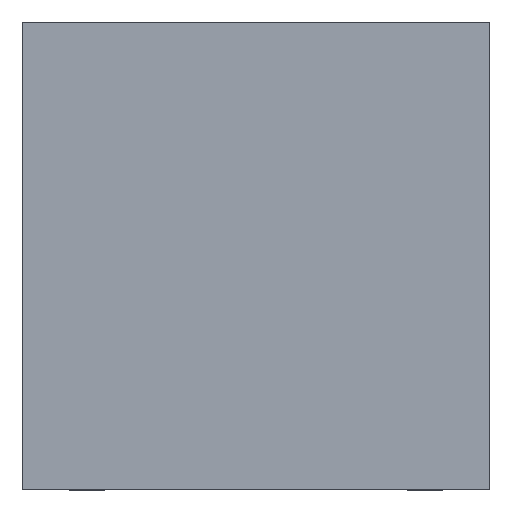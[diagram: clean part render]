
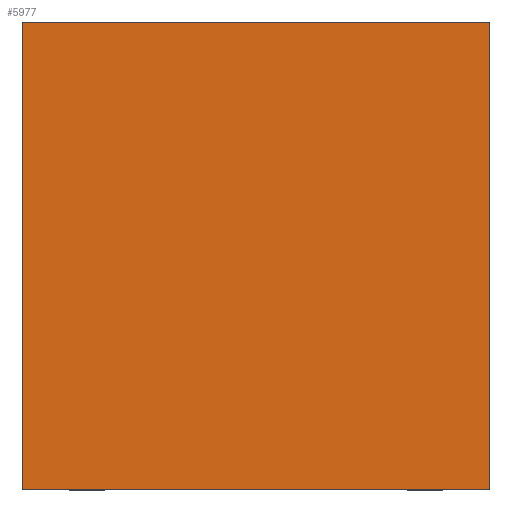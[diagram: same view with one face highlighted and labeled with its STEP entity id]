
A CAD part, top view. The second image highlights one B-rep face of the part: STEP entity #5977.
In plain terms, the highlighted planar face has unit normal (0, 0, 1).
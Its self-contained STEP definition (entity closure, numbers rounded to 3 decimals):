
#1529=ORIENTED_EDGE('',*,*,#2201,.T.);
#1530=ORIENTED_EDGE('',*,*,#2205,.T.);
#1531=ORIENTED_EDGE('',*,*,#2208,.T.);
#1532=ORIENTED_EDGE('',*,*,#2210,.T.);
#2201=EDGE_CURVE('',#2655,#2654,#3224,.T.);
#2205=EDGE_CURVE('',#2654,#2657,#3228,.T.);
#2208=EDGE_CURVE('',#2657,#2659,#3231,.T.);
#2210=EDGE_CURVE('',#2659,#2655,#3233,.T.);
#2654=VERTEX_POINT('',#9092);
#2655=VERTEX_POINT('',#9094);
#2657=VERTEX_POINT('',#9100);
#2659=VERTEX_POINT('',#9106);
#3224=LINE('',#9093,#3798);
#3228=LINE('',#9101,#3802);
#3231=LINE('',#9107,#3805);
#3233=LINE('',#9110,#3807);
#3798=VECTOR('',#7639,1000.);
#3802=VECTOR('',#7645,1000.);
#3805=VECTOR('',#7650,1000.);
#3807=VECTOR('',#7654,1000.);
#4069=EDGE_LOOP('',(#1529,#1530,#1531,#1532));
#4332=FACE_BOUND('',#4069,.T.);
#4539=PLANE('',#6368);
#5977=ADVANCED_FACE('',(#4332),#4539,.T.);
#6368=AXIS2_PLACEMENT_3D('',#9111,#7655,#7656);
#7639=DIRECTION('',(0.,-1.,0.));
#7645=DIRECTION('',(1.,0.,0.));
#7650=DIRECTION('',(0.,1.,0.));
#7654=DIRECTION('',(-1.,0.,0.));
#7655=DIRECTION('',(0.,0.,1.));
#7656=DIRECTION('',(1.,0.,0.));
#9092=CARTESIAN_POINT('',(-0.5,-0.5,0.35));
#9093=CARTESIAN_POINT('',(-0.5,0.5,0.35));
#9094=CARTESIAN_POINT('',(-0.5,0.5,0.35));
#9100=CARTESIAN_POINT('',(0.5,-0.5,0.35));
#9101=CARTESIAN_POINT('',(-0.5,-0.5,0.35));
#9106=CARTESIAN_POINT('',(0.5,0.5,0.35));
#9107=CARTESIAN_POINT('',(0.5,-0.5,0.35));
#9110=CARTESIAN_POINT('',(0.5,0.5,0.35));
#9111=CARTESIAN_POINT('',(0.,0.,0.35));
